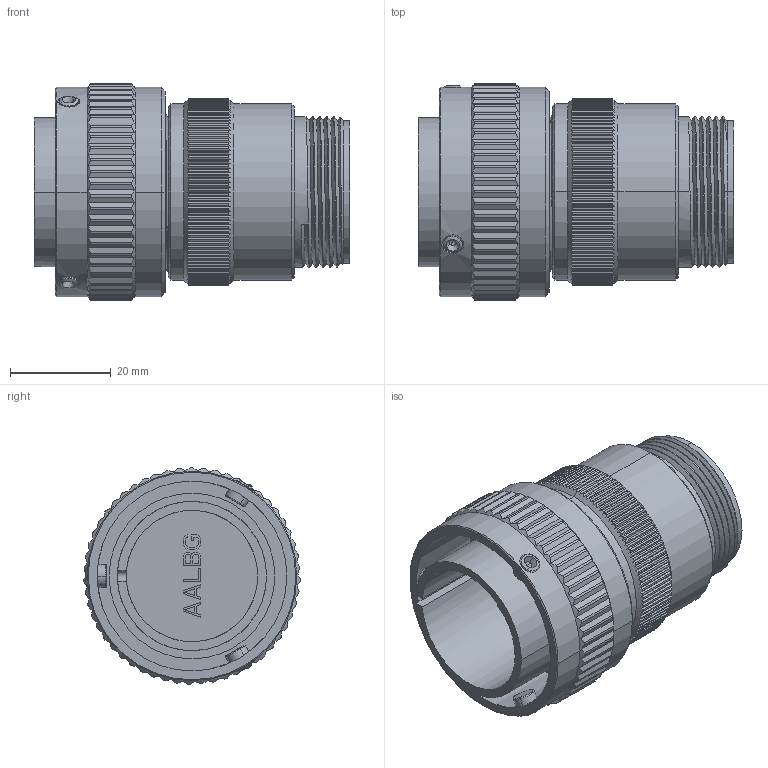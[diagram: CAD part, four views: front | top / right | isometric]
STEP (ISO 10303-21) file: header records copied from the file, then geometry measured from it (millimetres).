
FILE_DESCRIPTION((''),'2;1');
FILE_NAME('VG95234-22_SW0001','2023-02-24T11:03:38',('paultorloting'),('NET AG system integration'),'CREO PARAMETRIC BY PTC INC, 2021404','CREO PARAMETRIC BY PTC INC, 2021404','');
FILE_SCHEMA(('AUTOMOTIVE_DESIGN { 1 0 10303 214 1 1 1 1 }'));
Length unit declared in the file: millimetre
Products named in the file (1): VG95234-22_SW0001
Bounding box: 62.65 x 42.96 x 42.98 mm (x, y, z)
Volume: 45947 mm3; surface area: 17638.3 mm2
Topology: 1 solids, 1 shells, 910 faces, 2575 edges, 1692 vertices
Faces by surface type: plane 610, cylinder 231, cone 52, bspline 11, torus 6
Entity records: 41460 total; most frequent: CARTESIAN_POINT 14356, ORIENTED_EDGE 5138, DIRECTION 4099, EDGE_CURVE 2569, VERTEX_POINT 1692, AXIS2_PLACEMENT_3D 1392, VECTOR 1312, LINE 1312
